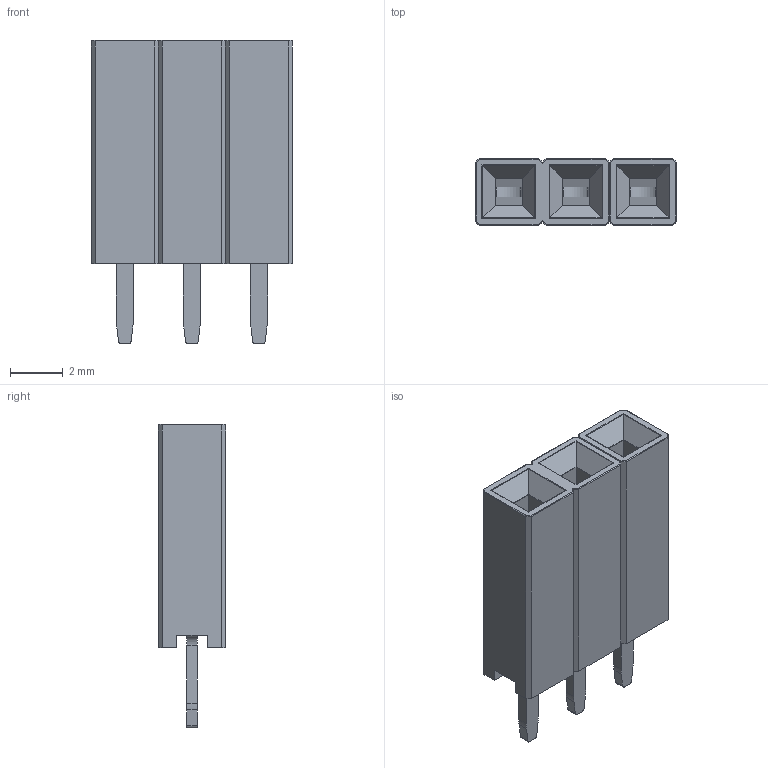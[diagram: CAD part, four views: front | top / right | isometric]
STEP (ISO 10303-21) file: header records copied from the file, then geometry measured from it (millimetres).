
FILE_DESCRIPTION(/* description */ ('Designed by EasyEDA Pro','CAx-IF Rec.Pracs.---Representation and Presentation of Product Manufacturing Information (PMI)---4.0---2014-10-13'),/* implementation_level */ '2;1');
FILE_NAME(/* name */ 'PM_2.54_1X3P_LH.step',/* time_stamp */ '2025-02-21T16:49:16+08:00',/* author */ (''),/* organization */ (''),/* preprocessor_version */ 'ST-DEVELOPER v20',/* originating_system */ 'Autodesk Translation Framework v13.20.0.188',/* authorisation */ '');
FILE_SCHEMA (('AP242_MANAGED_MODEL_BASED_3D_ENGINEERING_MIM_LF { 1 0 10303 442 1 1 4 }'));
Length unit declared in the file: millimetre
Products named in the file (4): 0ZWw-PCBModel; 0ZWw-Board; 0ZWw-H1-HDR-TH_3P-P2.54-V-F; COMPOUND
Assembly tree (3 placements, depth 3):
  0ZWw-PCBModel
    0ZWw-Board
    0ZWw-H1-HDR-TH_3P-P2.54-V-F
      COMPOUND
Bounding box: 7.63 x 2.54 x 11.5 mm (x, y, z)
Volume: 138.5 mm3; surface area: 424.3 mm2
Topology: 4 solids, 4 shells, 612 faces, 1620 edges, 1056 vertices
Faces by surface type: plane 381, bspline 140, cylinder 91
Entity records: 22142 total; most frequent: CARTESIAN_POINT 6815, ORIENTED_EDGE 3240, DIRECTION 2606, EDGE_CURVE 1620, LINE 1204, VECTOR 1204, VERTEX_POINT 1056, AXIS2_PLACEMENT_3D 701
